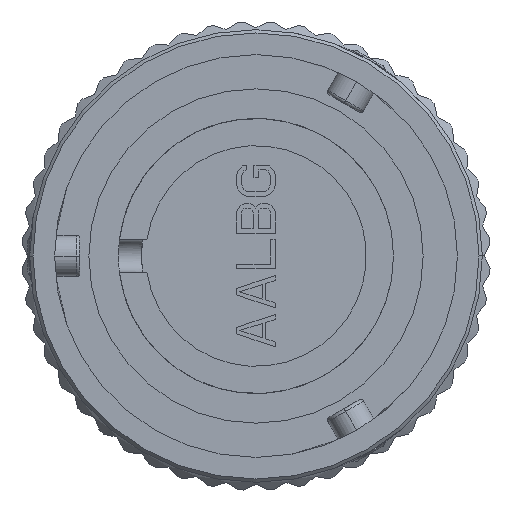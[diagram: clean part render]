
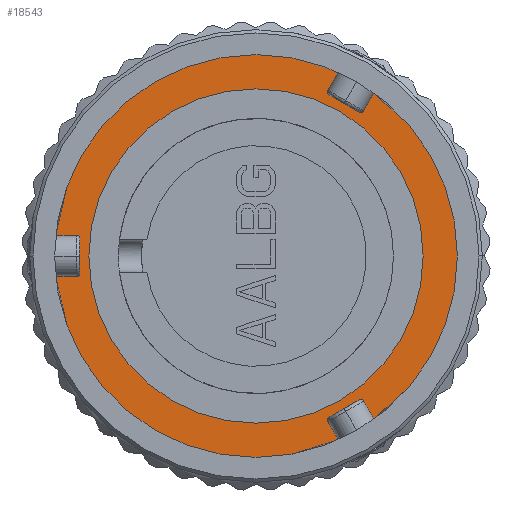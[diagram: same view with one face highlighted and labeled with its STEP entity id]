
A CAD part, left-side view. The second image highlights one B-rep face of the part: STEP entity #18543.
In plain terms, the highlighted planar face has unit normal (-1, 0, 0).
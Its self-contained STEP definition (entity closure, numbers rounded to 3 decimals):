
#4613=CARTESIAN_POINT('',(-2.69,0.,0.));
#4614=DIRECTION('',(-1.,0.,0.));
#4615=DIRECTION('',(0.,-1.,0.));
#4616=AXIS2_PLACEMENT_3D('',#4613,#4614,#4615);
#4765=CARTESIAN_POINT('',(-2.69,0.,0.));
#4766=DIRECTION('',(-1.,0.,0.));
#4767=DIRECTION('',(0.,1.,0.));
#4768=AXIS2_PLACEMENT_3D('',#4765,#4766,#4767);
#4981=CARTESIAN_POINT('',(-2.69,0.,0.));
#4982=DIRECTION('',(1.,0.,0.));
#4983=DIRECTION('',(0.,1.,0.));
#4984=AXIS2_PLACEMENT_3D('',#4981,#4982,#4983);
#4986=CARTESIAN_POINT('',(-2.69,0.,0.));
#4987=DIRECTION('',(1.,0.,0.));
#4988=DIRECTION('',(0.,-1.,0.));
#4989=AXIS2_PLACEMENT_3D('',#4986,#4987,#4988);
#13443=CARTESIAN_POINT('',(-2.69,10.3,0.));
#13444=CARTESIAN_POINT('',(-2.69,-10.3,0.));
#13445=VERTEX_POINT('',#13443);
#13446=VERTEX_POINT('',#13444);
#13464=CARTESIAN_POINT('',(-2.69,12.41,-0.002));
#13465=CARTESIAN_POINT('',(-2.69,-12.41,0.002));
#13466=VERTEX_POINT('',#13464);
#13467=VERTEX_POINT('',#13465);
#18527=CARTESIAN_POINT('',(-2.69,0.,0.));
#18528=DIRECTION('',(1.,0.,0.));
#18529=DIRECTION('',(0.,0.,1.));
#18530=AXIS2_PLACEMENT_3D('',#18527,#18528,#18529);
#18531=PLANE('647',#18530);
#18533=ORIENTED_EDGE('2831',*,*,#18532,.F.);
#18534=ORIENTED_EDGE('2833',*,*,#18500,.F.);
#18535=EDGE_LOOP('647',(#18533,#18534));
#18536=FACE_OUTER_BOUND('647',#18535,.F.);
#18538=ORIENTED_EDGE('2819',*,*,#18537,.F.);
#18540=ORIENTED_EDGE('2821',*,*,#18539,.F.);
#18541=EDGE_LOOP('647',(#18538,#18540));
#18542=FACE_BOUND('647',#18541,.F.);
#4617=CIRCLE('2833',#4616,12.41);
#4769=CIRCLE('2831',#4768,12.41);
#4985=CIRCLE('2819',#4984,10.3);
#4990=CIRCLE('2821',#4989,10.3);
#18500=EDGE_CURVE('2833',#13467,#13466,#4617,.T.);
#18532=EDGE_CURVE('2831',#13466,#13467,#4769,.T.);
#18537=EDGE_CURVE('2819',#13445,#13446,#4985,.T.);
#18539=EDGE_CURVE('2821',#13446,#13445,#4990,.T.);
#18543=ADVANCED_FACE('647',(#18536,#18542),#18531,.F.);
